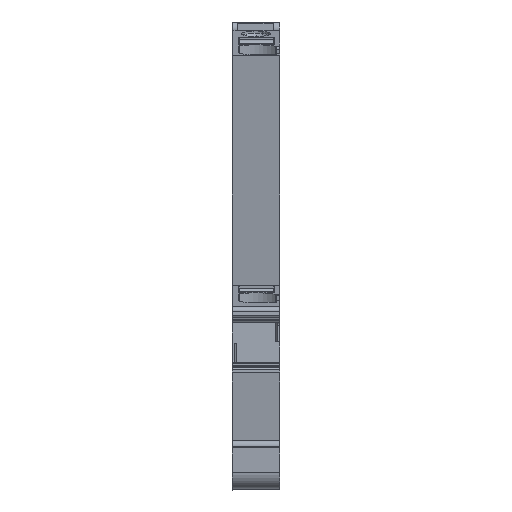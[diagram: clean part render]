
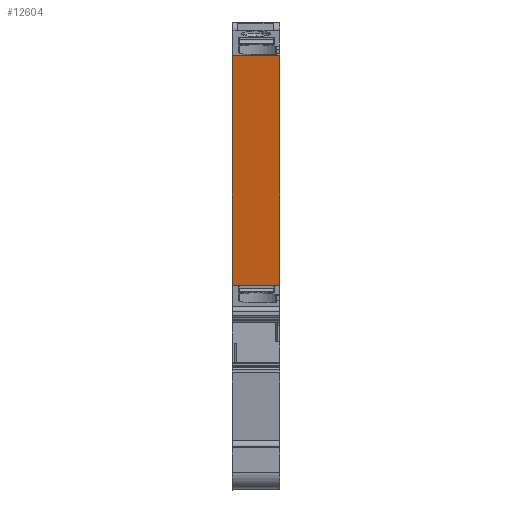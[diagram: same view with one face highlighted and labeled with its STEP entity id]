
A CAD part, front view. The second image highlights one B-rep face of the part: STEP entity #12604.
In plain terms, the highlighted planar face has unit normal (0, -0.983, -0.183).
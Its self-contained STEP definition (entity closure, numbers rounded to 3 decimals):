
#12576=AXIS2_PLACEMENT_3D('Plane Axis2P3D',#12573,#12574,#12575) ;
#2810=CARTESIAN_POINT('Vertex',(0.,13.861,21.96)) ;
#2813=CARTESIAN_POINT('Line Origine',(0.,11.569,34.287)) ;
#2817=CARTESIAN_POINT('Vertex',(0.,9.276,46.614)) ;
#12557=CARTESIAN_POINT('Vertex',(0.05,13.861,21.96)) ;
#12560=CARTESIAN_POINT('Line Origine',(0.025,13.861,21.96)) ;
#12573=CARTESIAN_POINT('Axis2P3D Location',(0.,13.861,21.96)) ;
#12578=CARTESIAN_POINT('Line Origine',(2.575,13.861,21.96)) ;
#12582=CARTESIAN_POINT('Vertex',(5.1,13.861,21.96)) ;
#12585=CARTESIAN_POINT('Line Origine',(5.1,11.569,34.287)) ;
#12589=CARTESIAN_POINT('Vertex',(5.1,9.276,46.614)) ;
#12592=CARTESIAN_POINT('Line Origine',(2.55,9.276,46.614)) ;
#2814=DIRECTION('Vector Direction',(0.,0.183,-0.983)) ;
#12561=DIRECTION('Vector Direction',(1.,0.,0.)) ;
#12574=DIRECTION('Axis2P3D Direction',(0.,0.983,0.183)) ;
#12575=DIRECTION('Axis2P3D XDirection',(0.,-0.183,0.983)) ;
#12579=DIRECTION('Vector Direction',(1.,0.,0.)) ;
#12586=DIRECTION('Vector Direction',(0.,-0.183,0.983)) ;
#12593=DIRECTION('Vector Direction',(1.,0.,0.)) ;
#2815=VECTOR('Line Direction',#2814,1.) ;
#12562=VECTOR('Line Direction',#12561,1.) ;
#12580=VECTOR('Line Direction',#12579,1.) ;
#12587=VECTOR('Line Direction',#12586,1.) ;
#12594=VECTOR('Line Direction',#12593,1.) ;
#12598=ORIENTED_EDGE('',*,*,#12584,.T.) ;
#12599=ORIENTED_EDGE('',*,*,#12591,.T.) ;
#12600=ORIENTED_EDGE('',*,*,#12596,.F.) ;
#12601=ORIENTED_EDGE('',*,*,#2819,.F.) ;
#12602=ORIENTED_EDGE('',*,*,#12564,.T.) ;
#12604=ADVANCED_FACE('MLD_AITB_2-5_X-L_PLM001785.1\\MLD_AITB_2-5_X-L_PLM001785',(#12603),#12577,.F.) ;
#2819=EDGE_CURVE('',#2811,#2818,#2816,.F.) ;
#12564=EDGE_CURVE('',#2811,#12558,#12563,.T.) ;
#12584=EDGE_CURVE('',#12558,#12583,#12581,.T.) ;
#12591=EDGE_CURVE('',#12583,#12590,#12588,.T.) ;
#12596=EDGE_CURVE('',#2818,#12590,#12595,.T.) ;
#12597=EDGE_LOOP('',(#12598,#12599,#12600,#12601,#12602)) ;
#12603=FACE_OUTER_BOUND('',#12597,.T.) ;
#2816=LINE('Line',#2813,#2815) ;
#12563=LINE('Line',#12560,#12562) ;
#12581=LINE('Line',#12578,#12580) ;
#12588=LINE('Line',#12585,#12587) ;
#12595=LINE('Line',#12592,#12594) ;
#12577=PLANE('',#12576) ;
#2811=VERTEX_POINT('',#2810) ;
#2818=VERTEX_POINT('',#2817) ;
#12558=VERTEX_POINT('',#12557) ;
#12583=VERTEX_POINT('',#12582) ;
#12590=VERTEX_POINT('',#12589) ;
